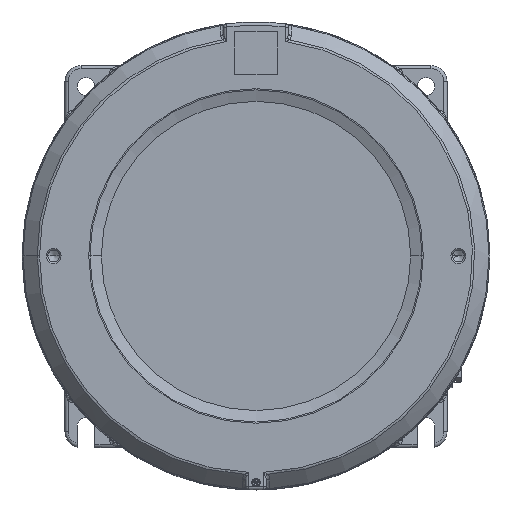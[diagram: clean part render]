
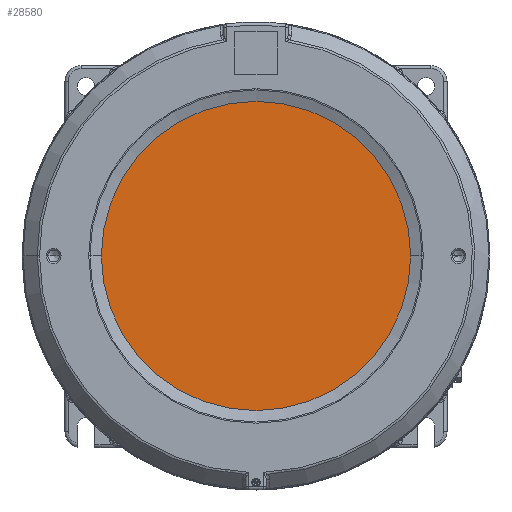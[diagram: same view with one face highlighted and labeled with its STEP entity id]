
A CAD part, top view. The second image highlights one B-rep face of the part: STEP entity #28580.
In plain terms, the highlighted face is planar.
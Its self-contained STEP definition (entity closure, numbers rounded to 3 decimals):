
#842 = CARTESIAN_POINT ( 'NONE',  ( 3., 0., 0. ) ) ;
#846 = PLANE ( 'NONE',  #23596 ) ;
#848 = DIRECTION ( 'NONE',  ( 1., 0., 0. ) ) ;
#849 = DIRECTION ( 'NONE',  ( 0., 0., -1. ) ) ;
#7415 = CARTESIAN_POINT ( 'NONE',  ( 3., 0., -95.5 ) ) ;
#7426 = CARTESIAN_POINT ( 'NONE',  ( 3., 0., 95.5 ) ) ;
#9143 = CARTESIAN_POINT ( 'NONE',  ( 3., 0., 0. ) ) ;
#9144 = DIRECTION ( 'NONE',  ( -1., 0., 0. ) ) ;
#9145 = DIRECTION ( 'NONE',  ( 0., 0., 1. ) ) ;
#9231 = CIRCLE ( 'NONE', #23813, 95.5 ) ;
#10108 = CIRCLE ( 'NONE', #17288, 95.5 ) ;
#17011 = CARTESIAN_POINT ( 'NONE',  ( 3., 0., 0. ) ) ;
#17013 = DIRECTION ( 'NONE',  ( -1., 0., 0. ) ) ;
#17014 = DIRECTION ( 'NONE',  ( 0., 0., 1. ) ) ;
#17288 = AXIS2_PLACEMENT_3D ( 'NONE', #17011, #17013, #17014 ) ;
#19664 = FACE_OUTER_BOUND ( 'NONE', #30579, .T. ) ;
#23596 = AXIS2_PLACEMENT_3D ( 'NONE', #842, #848, #849 ) ;
#23813 = AXIS2_PLACEMENT_3D ( 'NONE', #9143, #9144, #9145 ) ;
#28580 = ADVANCED_FACE ( 'NONE', ( #19664 ), #846, .F. ) ;
#30579 = EDGE_LOOP ( 'NONE', ( #34048, #34050 ) ) ;
#31889 = VERTEX_POINT ( 'NONE', #7415 ) ;
#31900 = VERTEX_POINT ( 'NONE', #7426 ) ;
#33051 = EDGE_CURVE ( 'NONE', #31889, #31900, #9231, .T. ) ;
#34048 = ORIENTED_EDGE ( 'NONE', *, *, #36225, .T. ) ;
#34050 = ORIENTED_EDGE ( 'NONE', *, *, #33051, .T. ) ;
#36225 = EDGE_CURVE ( 'NONE', #31900, #31889, #10108, .T. ) ;
